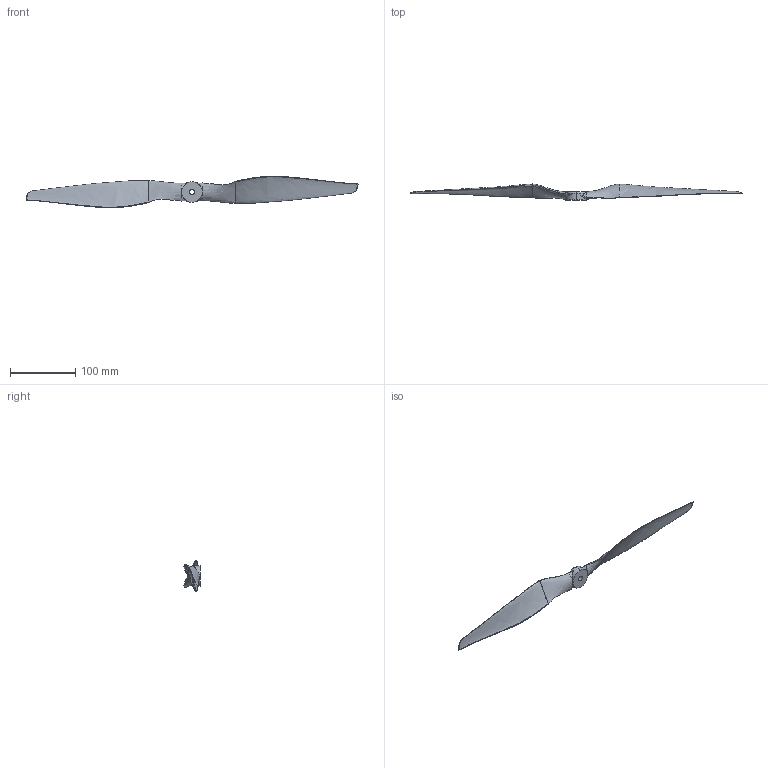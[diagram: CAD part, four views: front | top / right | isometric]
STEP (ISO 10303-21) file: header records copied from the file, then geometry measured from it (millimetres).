
FILE_DESCRIPTION (( 'STEP AP203' ), '1' );
FILE_NAME ('APC_2010_CAD_Ansys.STEP', '2021-07-07T19:58:58', ( '' ), ( '' ), 'SwSTEP 2.0', 'SolidWorks 2020', '' );
FILE_SCHEMA (( 'CONFIG_CONTROL_DESIGN' ));
Length unit declared in the file: millimetre
Products named in the file (1): APC_2010_CAD_Ansys
Bounding box: 508 x 24.52 x 47.79 mm (x, y, z)
Volume: 56979.1 mm3; surface area: 34680 mm2
Topology: 3 solids, 3 shells, 40 faces, 88 edges, 51 vertices
Faces by surface type: bspline 24, plane 7, cylinder 6, torus 3
Entity records: 24573 total; most frequent: CARTESIAN_POINT 23810, ORIENTED_EDGE 168, EDGE_CURVE 84, DIRECTION 84, B_SPLINE_CURVE_WITH_KNOTS 56, VERTEX_POINT 51, EDGE_LOOP 43, FACE_OUTER_BOUND 40
